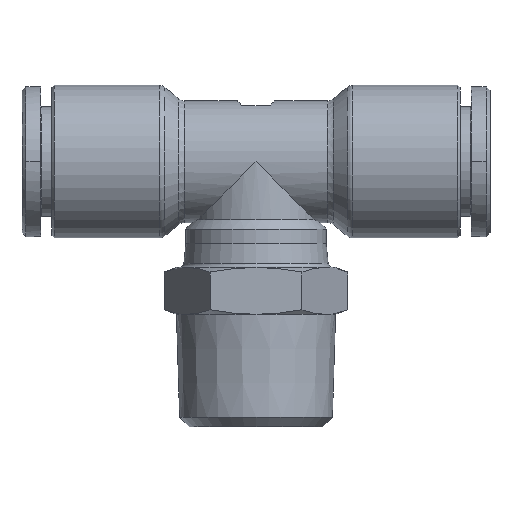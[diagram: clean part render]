
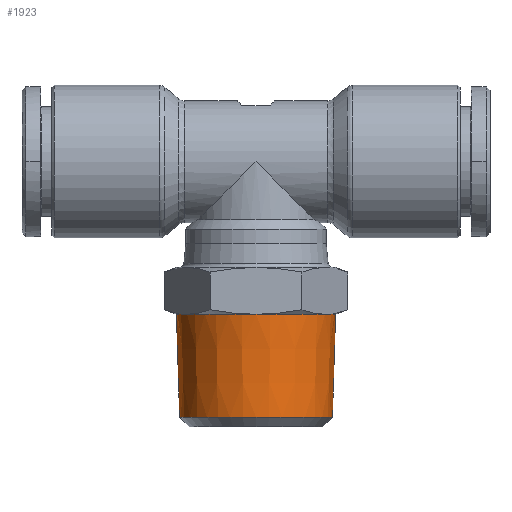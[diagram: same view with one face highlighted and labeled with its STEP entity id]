
A CAD part, front view. The second image highlights one B-rep face of the part: STEP entity #1923.
In plain terms, the highlighted conical face has half-angle 1.754 degrees and reference radius 8.316 mm.
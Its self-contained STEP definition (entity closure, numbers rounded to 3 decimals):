
#1415=CARTESIAN_POINT('',(-17.733,0.,-16.3));
#1416=VERTEX_POINT('',#1415);
#1425=CARTESIAN_POINT('',(-16.594,-4.25,-16.3));
#1426=VERTEX_POINT('',#1425);
#1427=CARTESIAN_POINT('',(-9.233,0.,-16.3));
#1428=DIRECTION('',(0.0,0.0,-1.0));
#1429=DIRECTION('',(-1.0,0.0,0.0));
#1430=AXIS2_PLACEMENT_3D('',#1427,#1428,#1429);
#1431=CIRCLE('',#1430,8.5);
#1432=EDGE_CURVE('',#1426,#1416,#1431,.T.);
#1457=CARTESIAN_POINT('',(-0.733,0.,-16.3));
#1458=VERTEX_POINT('',#1457);
#1465=CARTESIAN_POINT('',(-1.872,-4.25,-16.3));
#1466=VERTEX_POINT('',#1465);
#1480=CARTESIAN_POINT('',(-9.233,0.,-16.3));
#1481=DIRECTION('',(0.0,0.0,-1.0));
#1482=DIRECTION('',(-1.0,0.0,0.0));
#1483=AXIS2_PLACEMENT_3D('',#1480,#1481,#1482);
#1484=CIRCLE('',#1483,8.5);
#1485=EDGE_CURVE('',#1458,#1466,#1484,.T.);
#1615=CARTESIAN_POINT('',(-17.396,0.,-27.3));
#1616=VERTEX_POINT('',#1615);
#1617=CARTESIAN_POINT('',(-17.733,0.,-16.3));
#1618=DIRECTION('',(0.031,0.,-1.));
#1619=VECTOR('',#1618,11.006);
#1620=LINE('',#1617,#1619);
#1621=EDGE_CURVE('',#1416,#1616,#1620,.T.);
#1657=CARTESIAN_POINT('',(-1.07,0.,-27.3));
#1658=VERTEX_POINT('',#1657);
#1659=CARTESIAN_POINT('',(-1.07,0.,-27.3));
#1660=DIRECTION('',(0.031,0.,1.));
#1661=VECTOR('',#1660,11.006);
#1662=LINE('',#1659,#1661);
#1663=EDGE_CURVE('',#1658,#1458,#1662,.T.);
#1688=CARTESIAN_POINT('',(-9.233,0.,-27.3));
#1689=DIRECTION('',(0.0,0.0,-1.0));
#1690=DIRECTION('',(1.0,0.0,0.0));
#1691=AXIS2_PLACEMENT_3D('',#1688,#1689,#1690);
#1692=CIRCLE('',#1691,8.163);
#1693=EDGE_CURVE('',#1658,#1616,#1692,.T.);
#1895=CARTESIAN_POINT('',(-9.233,0.,-22.3));
#1896=DIRECTION('',(0.,0.,1.0));
#1897=DIRECTION('',(-1.0,0.0,0.0));
#1898=AXIS2_PLACEMENT_3D('',#1895,#1896,#1897);
#1899=CONICAL_SURFACE('',#1898,8.316,1.754);
#1900=ORIENTED_EDGE('',*,*,#1621,.T.);
#1901=ORIENTED_EDGE('',*,*,#1693,.F.);
#1902=ORIENTED_EDGE('',*,*,#1663,.T.);
#1903=ORIENTED_EDGE('',*,*,#1485,.T.);
#1904=CARTESIAN_POINT('',(-9.233,-8.5,-16.3));
#1905=VERTEX_POINT('',#1904);
#1906=CARTESIAN_POINT('',(-9.233,0.,-16.3));
#1907=DIRECTION('',(0.0,0.0,-1.0));
#1908=DIRECTION('',(-1.0,0.0,0.0));
#1909=AXIS2_PLACEMENT_3D('',#1906,#1907,#1908);
#1910=CIRCLE('',#1909,8.5);
#1911=EDGE_CURVE('',#1466,#1905,#1910,.T.);
#1912=ORIENTED_EDGE('',*,*,#1911,.T.);
#1913=CARTESIAN_POINT('',(-9.233,0.,-16.3));
#1914=DIRECTION('',(0.0,0.0,-1.0));
#1915=DIRECTION('',(-1.0,0.0,0.0));
#1916=AXIS2_PLACEMENT_3D('',#1913,#1914,#1915);
#1917=CIRCLE('',#1916,8.5);
#1918=EDGE_CURVE('',#1905,#1426,#1917,.T.);
#1919=ORIENTED_EDGE('',*,*,#1918,.T.);
#1920=ORIENTED_EDGE('',*,*,#1432,.T.);
#1921=EDGE_LOOP('',(#1900,#1901,#1902,#1903,#1912,#1919,#1920));
#1922=FACE_OUTER_BOUND('',#1921,.T.);
#1923=ADVANCED_FACE('',(#1922),#1899,.T.);
